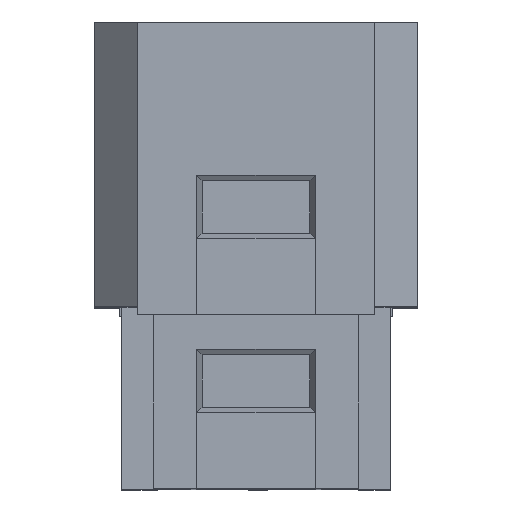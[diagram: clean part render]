
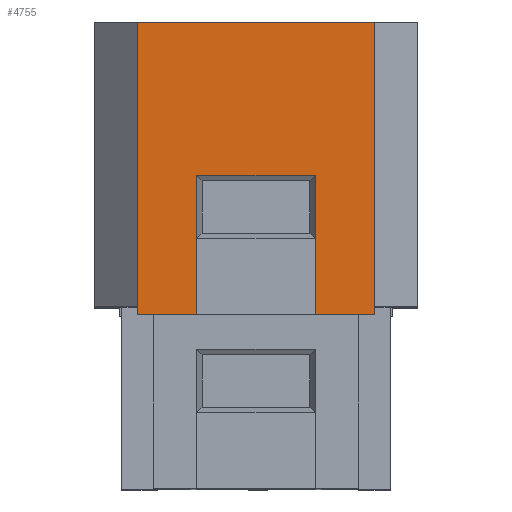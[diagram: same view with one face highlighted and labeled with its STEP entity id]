
A CAD part, top view. The second image highlights one B-rep face of the part: STEP entity #4755.
In plain terms, the highlighted planar face has unit normal (0, 0, 1).
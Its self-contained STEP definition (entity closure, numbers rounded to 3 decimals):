
#4503=CARTESIAN_POINT('POINT2614',(-7.62,0.,
   39.878));
#4504=VERTEX_POINT('VERTEX2614',#4503);
#4511=CARTESIAN_POINT('POINT2615',(7.62,0.,
   39.878));
#4512=VERTEX_POINT('VERTEX2615',#4511);
#4513=CARTESIAN_POINT('POS4843',(-7.62,0.,
   39.878));
#4514=DIRECTION('DIR6488',(1.,0.,
   0.));
#4515=VECTOR('VEC3198',#4514,25.4);
#4516=LINE('STRAIGHT3198',#4513,#4515);
#4517=EDGE_CURVE('EDGE4011',#4504,#4512,#4516,.T.);
#4545=CARTESIAN_POINT('POINT2616',(3.81,-9.855,39.878));
#4546=VERTEX_POINT('VERTEX2616',#4545);
#4553=CARTESIAN_POINT('POINT2617',(-3.81,-9.855,39.878))
   ;
#4554=VERTEX_POINT('VERTEX2617',#4553);
#4555=CARTESIAN_POINT('POS4848',(-3.81,-9.855,39.878));
#4556=DIRECTION('DIR6494',(1.,0.,
   0.));
#4557=VECTOR('VEC3202',#4556,25.4);
#4558=LINE('STRAIGHT3202',#4555,#4557);
#4559=EDGE_CURVE('EDGE4015',#4554,#4546,#4558,.T.);
#4599=CARTESIAN_POINT('POINT2620',(3.81,-18.796,39.878));
#4600=VERTEX_POINT('VERTEX2620',#4599);
#4607=CARTESIAN_POINT('POS4854',(3.81,-16.561,39.878));
#4608=DIRECTION('DIR6502',(0.,-1.,
   0.));
#4609=VECTOR('VEC3206',#4608,25.4);
#4610=LINE('STRAIGHT3206',#4607,#4609);
#4611=EDGE_CURVE('EDGE4021',#4546,#4600,#4610,.T.);
#4630=CARTESIAN_POINT('POINT2622',(7.62,-18.796,39.878));
#4631=VERTEX_POINT('VERTEX2622',#4630);
#4632=CARTESIAN_POINT('POS4856',(7.62,0.,
   39.878));
#4633=DIRECTION('DIR6505',(0.,1.,
   0.));
#4634=VECTOR('VEC3207',#4633,25.4);
#4635=LINE('STRAIGHT3207',#4632,#4634);
#4636=EDGE_CURVE('EDGE4023',#4631,#4512,#4635,.T.);
#4704=CARTESIAN_POINT('POINT2624',(-7.62,-18.796,39.878))
   ;
#4705=VERTEX_POINT('VERTEX2624',#4704);
#4712=CARTESIAN_POINT('POS4864',(-7.62,0.,
   39.878));
#4713=DIRECTION('DIR6517',(0.,-1.,
   0.));
#4714=VECTOR('VEC3211',#4713,25.4);
#4715=LINE('STRAIGHT3211',#4712,#4714);
#4716=EDGE_CURVE('EDGE4030',#4504,#4705,#4715,.T.);
#4727=CARTESIAN_POINT('POINT2625',(-3.81,-18.796,39.878))
   ;
#4728=VERTEX_POINT('VERTEX2625',#4727);
#4729=CARTESIAN_POINT('POS4866',(-3.81,-16.561,39.878));
#4730=DIRECTION('DIR6520',(0.,1.,
   0.));
#4731=VECTOR('VEC3212',#4730,25.4);
#4732=LINE('STRAIGHT3212',#4729,#4731);
#4733=EDGE_CURVE('EDGE4031',#4728,#4554,#4732,.T.);
#4734=ORIENTED_EDGE('COEDGE8046',*,*,#4733,.T.);
#4735=ORIENTED_EDGE('COEDGE8047',*,*,#4559,.T.);
#4736=ORIENTED_EDGE('COEDGE8048',*,*,#4611,.T.);
#4737=CARTESIAN_POINT('POS4867',(-7.62,-18.796,39.878));
#4738=DIRECTION('DIR6521',(1.,0.,
   0.));
#4739=VECTOR('VEC3213',#4738,25.4);
#4740=LINE('STRAIGHT3213',#4737,#4739);
#4741=EDGE_CURVE('EDGE4032',#4600,#4631,#4740,.T.);
#4742=ORIENTED_EDGE('COEDGE8049',*,*,#4741,.T.);
#4743=ORIENTED_EDGE('COEDGE8050',*,*,#4636,.T.);
#4744=ORIENTED_EDGE('COEDGE8051',*,*,#4517,.F.);
#4745=ORIENTED_EDGE('COEDGE8052',*,*,#4716,.T.);
#4746=EDGE_CURVE('EDGE4033',#4705,#4728,#4740,.T.);
#4747=ORIENTED_EDGE('COEDGE8053',*,*,#4746,.T.);
#4748=EDGE_LOOP('NONE',(#4734,#4735,#4736,#4742,#4743,#4744,#4745,#4747)
   );
#4749=FACE_BOUND('LOOP1',#4748,.T.);
#4750=CARTESIAN_POINT('POS4868',(-7.62,-18.796,39.878));
#4751=DIRECTION('DIR6522',(0.,0.,
   1.));
#4752=DIRECTION('DIR6523',(1.,0.,
   0.));
#4753=AXIS2_PLACEMENT_3D('AXIS1655',#4750,#4751,#4752);
#4754=PLANE('PLANE1222',#4753);
#4755=ADVANCED_FACE('FACE1571',(#4749),#4754,.T.);
